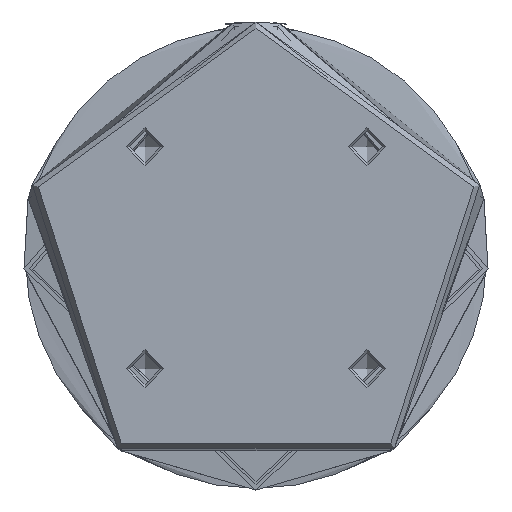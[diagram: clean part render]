
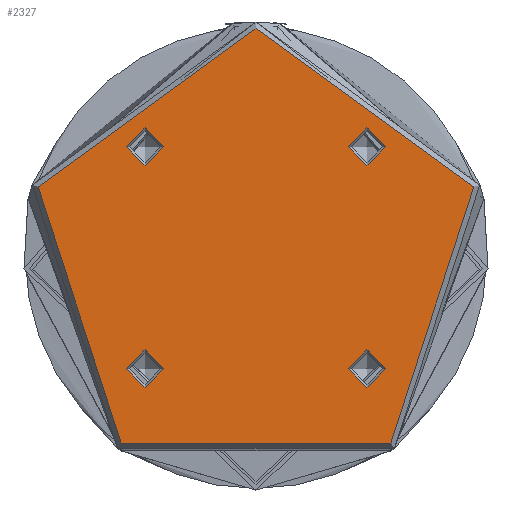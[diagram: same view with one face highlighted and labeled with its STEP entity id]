
A CAD part, front view. The second image highlights one B-rep face of the part: STEP entity #2327.
In plain terms, the highlighted face is planar.
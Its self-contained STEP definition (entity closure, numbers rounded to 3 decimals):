
#66 = EDGE_LOOP ( 'NONE', ( #3815 ) ) ;
#155 = EDGE_CURVE ( 'NONE', #5727, #5727, #6570, .T. ) ;
#160 = DIRECTION ( 'NONE',  ( -1., 0., 0. ) ) ;
#184 = DIRECTION ( 'NONE',  ( 1., 0., 0. ) ) ;
#230 = FACE_OUTER_BOUND ( 'NONE', #3127, .T. ) ;
#237 = FACE_BOUND ( 'NONE', #1560, .T. ) ;
#243 = FACE_BOUND ( 'NONE', #4969, .T. ) ;
#302 = FACE_BOUND ( 'NONE', #1787, .T. ) ;
#357 = ORIENTED_EDGE ( 'NONE', *, *, #5789, .T. ) ;
#457 = CIRCLE ( 'NONE', #6818, 6. ) ;
#463 = CARTESIAN_POINT ( 'NONE',  ( -41.355, 35.355, 0. ) ) ;
#657 = AXIS2_PLACEMENT_3D ( 'NONE', #5548, #2403, #6072 ) ;
#710 = AXIS2_PLACEMENT_3D ( 'NONE', #6455, #3343, #184 ) ;
#726 = FACE_BOUND ( 'NONE', #66, .T. ) ;
#945 = CARTESIAN_POINT ( 'NONE',  ( 0., 0., 0. ) ) ;
#986 = CARTESIAN_POINT ( 'NONE',  ( 41.355, 35.355, 0. ) ) ;
#1440 = DIRECTION ( 'NONE',  ( 0., 0., -1. ) ) ;
#1455 = DIRECTION ( 'NONE',  ( 1., 0., 0. ) ) ;
#1533 = AXIS2_PLACEMENT_3D ( 'NONE', #2023, #1440, #5707 ) ;
#1560 = EDGE_LOOP ( 'NONE', ( #3678 ) ) ;
#1787 = EDGE_LOOP ( 'NONE', ( #357 ) ) ;
#1863 = VERTEX_POINT ( 'NONE', #5180 ) ;
#1921 = AXIS2_PLACEMENT_3D ( 'NONE', #5181, #2011, #5695 ) ;
#2011 = DIRECTION ( 'NONE',  ( 0., 0., -1. ) ) ;
#2023 = CARTESIAN_POINT ( 'NONE',  ( 0., 0., 0. ) ) ;
#2288 = VERTEX_POINT ( 'NONE', #986 ) ;
#2327 = ADVANCED_FACE ( 'NONE', ( #726, #302, #237, #243, #230 ), #3606, .F. ) ;
#2403 = DIRECTION ( 'NONE',  ( 0., 0., 1. ) ) ;
#2626 = VERTEX_POINT ( 'NONE', #463 ) ;
#3082 = AXIS2_PLACEMENT_3D ( 'NONE', #945, #4648, #1455 ) ;
#3110 = VERTEX_POINT ( 'NONE', #5694 ) ;
#3127 = EDGE_LOOP ( 'NONE', ( #6726 ) ) ;
#3318 = DIRECTION ( 'NONE',  ( 0., 0., -1. ) ) ;
#3343 = DIRECTION ( 'NONE',  ( 0., 0., 1. ) ) ;
#3606 = PLANE ( 'NONE',  #1533 ) ;
#3678 = ORIENTED_EDGE ( 'NONE', *, *, #4914, .T. ) ;
#3815 = ORIENTED_EDGE ( 'NONE', *, *, #4551, .F. ) ;
#4084 = CARTESIAN_POINT ( 'NONE',  ( 73., 0., 0. ) ) ;
#4551 = EDGE_CURVE ( 'NONE', #1863, #1863, #6425, .T. ) ;
#4648 = DIRECTION ( 'NONE',  ( 0., 0., 1. ) ) ;
#4914 = EDGE_CURVE ( 'NONE', #3110, #3110, #5285, .T. ) ;
#4919 = CIRCLE ( 'NONE', #710, 6. ) ;
#4969 = EDGE_LOOP ( 'NONE', ( #6262 ) ) ;
#5180 = CARTESIAN_POINT ( 'NONE',  ( -41.355, -35.355, 0. ) ) ;
#5181 = CARTESIAN_POINT ( 'NONE',  ( 35.355, -35.355, 0. ) ) ;
#5285 = CIRCLE ( 'NONE', #1921, 6. ) ;
#5548 = CARTESIAN_POINT ( 'NONE',  ( -35.355, -35.355, 0. ) ) ;
#5694 = CARTESIAN_POINT ( 'NONE',  ( 41.355, -35.355, 0. ) ) ;
#5695 = DIRECTION ( 'NONE',  ( 1., 0., 0. ) ) ;
#5707 = DIRECTION ( 'NONE',  ( -1., 0., 0. ) ) ;
#5727 = VERTEX_POINT ( 'NONE', #4084 ) ;
#5789 = EDGE_CURVE ( 'NONE', #2626, #2626, #457, .T. ) ;
#5865 = EDGE_CURVE ( 'NONE', #2288, #2288, #4919, .T. ) ;
#6072 = DIRECTION ( 'NONE',  ( -1., 0., 0. ) ) ;
#6262 = ORIENTED_EDGE ( 'NONE', *, *, #5865, .F. ) ;
#6425 = CIRCLE ( 'NONE', #657, 6. ) ;
#6436 = CARTESIAN_POINT ( 'NONE',  ( -35.355, 35.355, 0. ) ) ;
#6455 = CARTESIAN_POINT ( 'NONE',  ( 35.355, 35.355, 0. ) ) ;
#6570 = CIRCLE ( 'NONE', #3082, 73. ) ;
#6726 = ORIENTED_EDGE ( 'NONE', *, *, #155, .T. ) ;
#6818 = AXIS2_PLACEMENT_3D ( 'NONE', #6436, #3318, #160 ) ;
